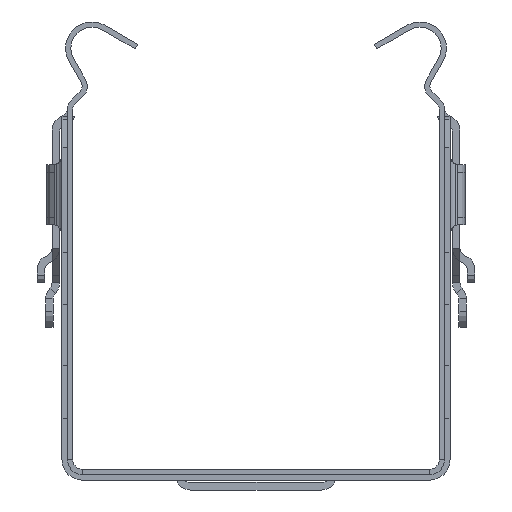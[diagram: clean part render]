
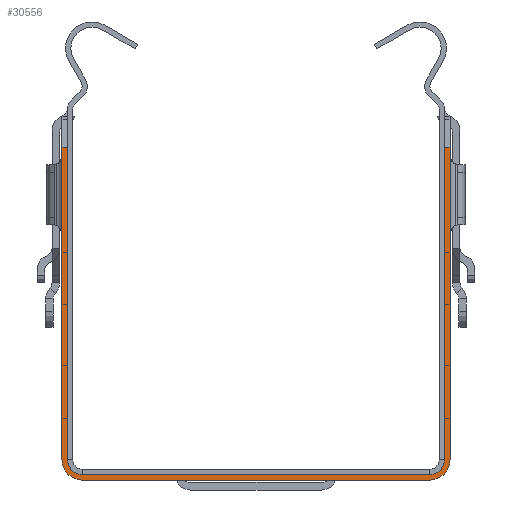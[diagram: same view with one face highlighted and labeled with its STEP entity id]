
A CAD part, front view. The second image highlights one B-rep face of the part: STEP entity #30556.
In plain terms, the highlighted planar face has unit normal (0, -1, 0).
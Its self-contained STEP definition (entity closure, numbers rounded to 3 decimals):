
#2109=CIRCLE('',#33501,2.7);
#2111=CIRCLE('',#33504,1.99);
#2113=CIRCLE('',#33508,1.99);
#2114=CIRCLE('',#33510,2.7);
#2852=PLANE('',#33512);
#4306=FACE_OUTER_BOUND('',#5897,.T.);
#5897=EDGE_LOOP('',(#26062,#26063,#26064,#26065,#26066,#26067,#26068,#26069,
#26070,#26071,#26072,#26073));
#6531=LINE('',#42493,#9413);
#6574=LINE('',#42692,#9456);
#9009=LINE('',#50216,#11891);
#9023=LINE('',#50249,#11905);
#9037=LINE('',#50292,#11919);
#9041=LINE('',#50299,#11923);
#9318=LINE('',#51101,#12200);
#9321=LINE('',#51111,#12203);
#9413=VECTOR('',#33625,10.);
#9456=VECTOR('',#33726,10.);
#11891=VECTOR('',#41231,10.);
#11905=VECTOR('',#41265,10.);
#11919=VECTOR('',#41301,10.);
#11923=VECTOR('',#41307,10.);
#12200=VECTOR('',#42144,10.);
#12203=VECTOR('',#42159,10.);
#12333=VERTEX_POINT('',#42490);
#12334=VERTEX_POINT('',#42492);
#12388=VERTEX_POINT('',#42665);
#12401=VERTEX_POINT('',#42690);
#14895=VERTEX_POINT('',#50214);
#14904=VERTEX_POINT('',#50247);
#14922=VERTEX_POINT('',#50291);
#14924=VERTEX_POINT('',#50297);
#15165=VERTEX_POINT('',#51088);
#15167=VERTEX_POINT('',#51094);
#15169=VERTEX_POINT('',#51100);
#15170=VERTEX_POINT('',#51107);
#15246=EDGE_CURVE('',#12334,#12333,#6531,.T.);
#15319=EDGE_CURVE('',#12388,#12401,#6574,.T.);
#19054=EDGE_CURVE('',#14895,#12388,#9009,.T.);
#19071=EDGE_CURVE('',#12333,#14904,#9023,.T.);
#19092=EDGE_CURVE('',#14922,#14895,#9037,.T.);
#19096=EDGE_CURVE('',#14904,#14924,#9041,.T.);
#19496=EDGE_CURVE('',#12401,#15165,#2109,.T.);
#19498=EDGE_CURVE('',#15167,#14922,#2111,.T.);
#19501=EDGE_CURVE('',#15169,#15167,#9318,.T.);
#19504=EDGE_CURVE('',#14924,#15169,#2113,.T.);
#19505=EDGE_CURVE('',#15170,#12334,#2114,.T.);
#19507=EDGE_CURVE('',#15165,#15170,#9321,.T.);
#26062=ORIENTED_EDGE('',*,*,#19071,.T.);
#26063=ORIENTED_EDGE('',*,*,#19096,.T.);
#26064=ORIENTED_EDGE('',*,*,#19504,.T.);
#26065=ORIENTED_EDGE('',*,*,#19501,.T.);
#26066=ORIENTED_EDGE('',*,*,#19498,.T.);
#26067=ORIENTED_EDGE('',*,*,#19092,.T.);
#26068=ORIENTED_EDGE('',*,*,#19054,.T.);
#26069=ORIENTED_EDGE('',*,*,#15319,.T.);
#26070=ORIENTED_EDGE('',*,*,#19496,.T.);
#26071=ORIENTED_EDGE('',*,*,#19507,.T.);
#26072=ORIENTED_EDGE('',*,*,#19505,.T.);
#26073=ORIENTED_EDGE('',*,*,#15246,.T.);
#30556=ADVANCED_FACE('',(#4306),#2852,.T.);
#33501=AXIS2_PLACEMENT_3D('',#51090,#42132,#42133);
#33504=AXIS2_PLACEMENT_3D('',#51095,#42138,#42139);
#33508=AXIS2_PLACEMENT_3D('',#51105,#42150,#42151);
#33510=AXIS2_PLACEMENT_3D('',#51108,#42154,#42155);
#33512=AXIS2_PLACEMENT_3D('',#51112,#42160,#42161);
#33625=DIRECTION('',(0.,0.,1.));
#33726=DIRECTION('',(0.,0.,-1.));
#41231=DIRECTION('',(-1.,0.,0.));
#41265=DIRECTION('',(-1.,0.,0.));
#41301=DIRECTION('',(0.,0.,1.));
#41307=DIRECTION('',(0.,0.,-1.));
#42132=DIRECTION('center_axis',(0.,-1.,0.));
#42133=DIRECTION('ref_axis',(-1.,0.,0.));
#42138=DIRECTION('center_axis',(0.,1.,0.));
#42139=DIRECTION('ref_axis',(1.,0.,0.));
#42144=DIRECTION('',(-1.,0.,0.));
#42150=DIRECTION('center_axis',(0.,1.,0.));
#42151=DIRECTION('ref_axis',(0.,0.,
1.));
#42154=DIRECTION('center_axis',(0.,-1.,0.));
#42155=DIRECTION('ref_axis',(0.,0.,-1.));
#42159=DIRECTION('',(1.,0.,0.));
#42160=DIRECTION('center_axis',(0.,-1.,0.));
#42161=DIRECTION('ref_axis',(0.,0.,-1.));
#42490=CARTESIAN_POINT('',(25.7,-51.,43.387));
#42492=CARTESIAN_POINT('',(25.7,-51.,2.));
#42493=CARTESIAN_POINT('',(25.7,-51.,2.));
#42665=CARTESIAN_POINT('',(-25.7,-51.,43.387));
#42690=CARTESIAN_POINT('',(-25.7,-51.,2.));
#42692=CARTESIAN_POINT('',(-25.7,-51.,48.387));
#50214=CARTESIAN_POINT('',(-24.99,-51.,43.387));
#50216=CARTESIAN_POINT('',(12.495,-51.,43.387));
#50247=CARTESIAN_POINT('',(24.99,-51.,43.387));
#50249=CARTESIAN_POINT('',(12.495,-51.,43.387));
#50291=CARTESIAN_POINT('',(-24.99,-51.,2.));
#50292=CARTESIAN_POINT('',(-24.99,-51.,2.));
#50297=CARTESIAN_POINT('',(24.99,-51.,2.));
#50299=CARTESIAN_POINT('',(24.99,-51.,48.397));
#51088=CARTESIAN_POINT('',(-23.,-51.,-0.7));
#51090=CARTESIAN_POINT('Origin',(-23.,-51.,2.));
#51094=CARTESIAN_POINT('',(-23.,-51.,0.01));
#51095=CARTESIAN_POINT('Origin',(-23.,-51.,2.));
#51100=CARTESIAN_POINT('',(23.,-51.,0.01));
#51101=CARTESIAN_POINT('',(23.,-51.,0.01));
#51105=CARTESIAN_POINT('Origin',(23.,-51.,2.));
#51107=CARTESIAN_POINT('',(23.,-51.,-0.7));
#51108=CARTESIAN_POINT('Origin',(23.,-51.,2.));
#51111=CARTESIAN_POINT('',(-23.,-51.,-0.7));
#51112=CARTESIAN_POINT('Origin',(0.,-51.,23.844));
